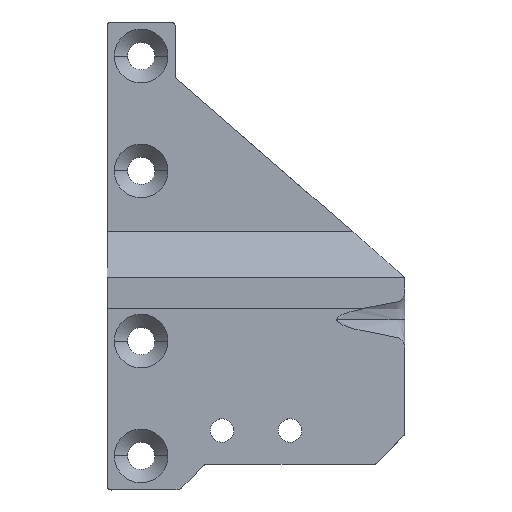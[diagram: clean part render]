
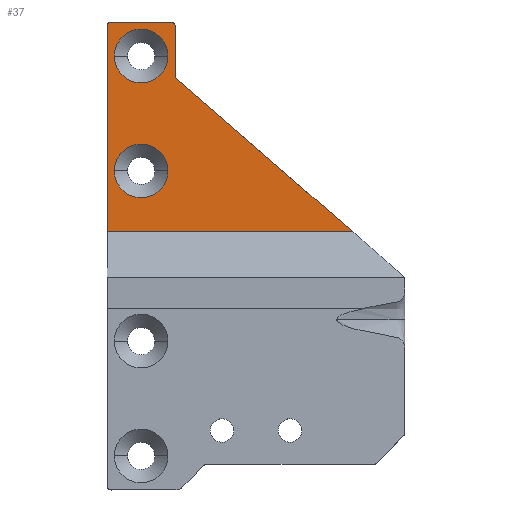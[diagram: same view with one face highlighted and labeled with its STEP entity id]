
A CAD part, top view. The second image highlights one B-rep face of the part: STEP entity #37.
In plain terms, the highlighted planar face has unit normal (0, 0, 1).
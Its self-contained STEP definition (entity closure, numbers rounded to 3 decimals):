
#24=FACE_BOUND('',#130,.T.);
#25=FACE_BOUND('',#131,.T.);
#37=ADVANCED_FACE('',(#83,#24,#25),#762,.T.);
#83=FACE_OUTER_BOUND('',#129,.T.);
#129=EDGE_LOOP('',(#190,#191,#192,#193,#194,#195,#196,#197));
#130=EDGE_LOOP('',(#198,#199));
#131=EDGE_LOOP('',(#200,#201));
#190=ORIENTED_EDGE('',*,*,#475,.T.);
#191=ORIENTED_EDGE('',*,*,#476,.T.);
#192=ORIENTED_EDGE('',*,*,#477,.F.);
#193=ORIENTED_EDGE('',*,*,#478,.T.);
#194=ORIENTED_EDGE('',*,*,#479,.T.);
#195=ORIENTED_EDGE('',*,*,#463,.T.);
#196=ORIENTED_EDGE('',*,*,#472,.T.);
#197=ORIENTED_EDGE('',*,*,#474,.T.);
#198=ORIENTED_EDGE('',*,*,#544,.F.);
#199=ORIENTED_EDGE('',*,*,#508,.F.);
#200=ORIENTED_EDGE('',*,*,#549,.F.);
#201=ORIENTED_EDGE('',*,*,#513,.F.);
#463=EDGE_CURVE('',#707,#700,#558,.T.);
#472=EDGE_CURVE('',#700,#701,#611,.T.);
#474=EDGE_CURVE('',#701,#702,#612,.T.);
#475=EDGE_CURVE('',#702,#703,#613,.T.);
#476=EDGE_CURVE('',#703,#704,#614,.T.);
#477=EDGE_CURVE('',#705,#704,#567,.T.);
#478=EDGE_CURVE('',#705,#706,#615,.T.);
#479=EDGE_CURVE('',#706,#707,#568,.T.);
#508=EDGE_CURVE('',#729,#753,#637,.T.);
#513=EDGE_CURVE('',#732,#756,#642,.T.);
#544=EDGE_CURVE('',#753,#729,#668,.T.);
#549=EDGE_CURVE('',#756,#732,#673,.T.);
#558=B_SPLINE_CURVE_WITH_KNOTS('',1,(#1527,#1528),.UNSPECIFIED.,.F.,.F.,
(2,2),(0.,28.796),.UNSPECIFIED.);
#567=B_SPLINE_CURVE_WITH_KNOTS('',1,(#1564,#1565),.UNSPECIFIED.,.F.,.F.,
(2,2),(0.5,7.5),.UNSPECIFIED.);
#568=B_SPLINE_CURVE_WITH_KNOTS('',1,(#1569,#1570),.UNSPECIFIED.,.F.,.F.,
(2,2),(-120.748,-96.648),.UNSPECIFIED.);
#611=(
BOUNDED_CURVE()
B_SPLINE_CURVE(2,(#1548,#1549,#1550),.UNSPECIFIED.,.F.,.F.)
B_SPLINE_CURVE_WITH_KNOTS((3,3),(70.324,97.666),
 .UNSPECIFIED.)
CURVE()
GEOMETRIC_REPRESENTATION_ITEM()
RATIONAL_B_SPLINE_CURVE((1.,1.,1.))
REPRESENTATION_ITEM('')
);
#612=(
BOUNDED_CURVE()
B_SPLINE_CURVE(2,(#1555,#1556,#1557),.UNSPECIFIED.,.F.,.F.)
B_SPLINE_CURVE_WITH_KNOTS((3,3),(97.666,98.093),
 .UNSPECIFIED.)
CURVE()
GEOMETRIC_REPRESENTATION_ITEM()
RATIONAL_B_SPLINE_CURVE((1.,0.91,1.))
REPRESENTATION_ITEM('')
);
#613=(
BOUNDED_CURVE()
B_SPLINE_CURVE(2,(#1558,#1559,#1560),.UNSPECIFIED.,.F.,.F.)
B_SPLINE_CURVE_WITH_KNOTS((3,3),(98.093,103.865),
 .UNSPECIFIED.)
CURVE()
GEOMETRIC_REPRESENTATION_ITEM()
RATIONAL_B_SPLINE_CURVE((1.,1.,1.))
REPRESENTATION_ITEM('')
);
#614=(
BOUNDED_CURVE()
B_SPLINE_CURVE(2,(#1561,#1562,#1563),.UNSPECIFIED.,.F.,.F.)
B_SPLINE_CURVE_WITH_KNOTS((3,3),(103.865,104.651),
 .UNSPECIFIED.)
CURVE()
GEOMETRIC_REPRESENTATION_ITEM()
RATIONAL_B_SPLINE_CURVE((1.,0.707,1.))
REPRESENTATION_ITEM('')
);
#615=(
BOUNDED_CURVE()
B_SPLINE_CURVE(2,(#1566,#1567,#1568),.UNSPECIFIED.,.F.,.F.)
B_SPLINE_CURVE_WITH_KNOTS((3,3),(111.651,112.436),
 .UNSPECIFIED.)
CURVE()
GEOMETRIC_REPRESENTATION_ITEM()
RATIONAL_B_SPLINE_CURVE((1.,0.707,1.))
REPRESENTATION_ITEM('')
);
#637=(
BOUNDED_CURVE()
B_SPLINE_CURVE(2,(#1657,#1658,#1659,#1660,#1661),.UNSPECIFIED.,.F.,.F.)
B_SPLINE_CURVE_WITH_KNOTS((3,2,3),(-19.792,-14.844,
-9.896),.UNSPECIFIED.)
CURVE()
GEOMETRIC_REPRESENTATION_ITEM()
RATIONAL_B_SPLINE_CURVE((1.,0.707,1.,0.707,1.))
REPRESENTATION_ITEM('')
);
#642=(
BOUNDED_CURVE()
B_SPLINE_CURVE(2,(#1676,#1677,#1678,#1679,#1680),.UNSPECIFIED.,.F.,.F.)
B_SPLINE_CURVE_WITH_KNOTS((3,2,3),(-19.792,-14.844,
-9.896),.UNSPECIFIED.)
CURVE()
GEOMETRIC_REPRESENTATION_ITEM()
RATIONAL_B_SPLINE_CURVE((1.,0.707,1.,0.707,1.))
REPRESENTATION_ITEM('')
);
#668=(
BOUNDED_CURVE()
B_SPLINE_CURVE(2,(#1865,#1866,#1867,#1868,#1869),.UNSPECIFIED.,.F.,.F.)
B_SPLINE_CURVE_WITH_KNOTS((3,2,3),(-9.896,-4.948,
0.),.UNSPECIFIED.)
CURVE()
GEOMETRIC_REPRESENTATION_ITEM()
RATIONAL_B_SPLINE_CURVE((1.,0.707,1.,0.707,1.))
REPRESENTATION_ITEM('')
);
#673=(
BOUNDED_CURVE()
B_SPLINE_CURVE(2,(#1884,#1885,#1886,#1887,#1888),.UNSPECIFIED.,.F.,.F.)
B_SPLINE_CURVE_WITH_KNOTS((3,2,3),(-9.896,-4.948,
0.),.UNSPECIFIED.)
CURVE()
GEOMETRIC_REPRESENTATION_ITEM()
RATIONAL_B_SPLINE_CURVE((1.,0.707,1.,0.707,1.))
REPRESENTATION_ITEM('')
);
#700=VERTEX_POINT('',#1392);
#701=VERTEX_POINT('',#1393);
#702=VERTEX_POINT('',#1394);
#703=VERTEX_POINT('',#1395);
#704=VERTEX_POINT('',#1396);
#705=VERTEX_POINT('',#1397);
#706=VERTEX_POINT('',#1398);
#707=VERTEX_POINT('',#1399);
#729=VERTEX_POINT('',#1421);
#732=VERTEX_POINT('',#1424);
#753=VERTEX_POINT('',#1445);
#756=VERTEX_POINT('',#1448);
#762=PLANE('',#828);
#828=AXIS2_PLACEMENT_3D('',#856,#839,$);
#839=DIRECTION('',(0.,0.,1.));
#856=CARTESIAN_POINT('',(-17.5,42.012,2.8));
#1392=CARTESIAN_POINT('',(11.296,17.412,2.8));
#1393=CARTESIAN_POINT('',(-9.328,35.362,2.8));
#1394=CARTESIAN_POINT('',(-9.5,35.739,2.8));
#1395=CARTESIAN_POINT('',(-9.5,41.512,2.8));
#1396=CARTESIAN_POINT('',(-10.,42.012,2.8));
#1397=CARTESIAN_POINT('',(-17.,42.012,2.8));
#1398=CARTESIAN_POINT('',(-17.5,41.512,2.8));
#1399=CARTESIAN_POINT('',(-17.5,17.412,2.8));
#1421=CARTESIAN_POINT('',(-10.35,24.512,2.8));
#1424=CARTESIAN_POINT('',(-10.35,38.012,2.8));
#1445=CARTESIAN_POINT('',(-16.65,24.512,2.8));
#1448=CARTESIAN_POINT('',(-16.65,38.012,2.8));
#1527=CARTESIAN_POINT('',(-17.5,17.412,2.8));
#1528=CARTESIAN_POINT('',(11.296,17.412,2.8));
#1548=CARTESIAN_POINT('',(11.296,17.412,2.8));
#1549=CARTESIAN_POINT('',(0.984,26.387,2.8));
#1550=CARTESIAN_POINT('',(-9.328,35.362,2.8));
#1555=CARTESIAN_POINT('',(-9.328,35.362,2.8));
#1556=CARTESIAN_POINT('',(-9.5,35.512,2.8));
#1557=CARTESIAN_POINT('',(-9.5,35.739,2.8));
#1558=CARTESIAN_POINT('',(-9.5,35.739,2.8));
#1559=CARTESIAN_POINT('',(-9.5,38.625,2.8));
#1560=CARTESIAN_POINT('',(-9.5,41.512,2.8));
#1561=CARTESIAN_POINT('',(-9.5,41.512,2.8));
#1562=CARTESIAN_POINT('',(-9.5,42.012,2.8));
#1563=CARTESIAN_POINT('',(-10.,42.012,2.8));
#1564=CARTESIAN_POINT('',(-17.,42.012,2.8));
#1565=CARTESIAN_POINT('',(-10.,42.012,2.8));
#1566=CARTESIAN_POINT('',(-17.,42.012,2.8));
#1567=CARTESIAN_POINT('',(-17.5,42.012,2.8));
#1568=CARTESIAN_POINT('',(-17.5,41.512,2.8));
#1569=CARTESIAN_POINT('',(-17.5,41.512,2.8));
#1570=CARTESIAN_POINT('',(-17.5,17.412,2.8));
#1657=CARTESIAN_POINT('',(-10.35,24.512,2.8));
#1658=CARTESIAN_POINT('',(-10.35,27.662,2.8));
#1659=CARTESIAN_POINT('',(-13.5,27.662,2.8));
#1660=CARTESIAN_POINT('',(-16.65,27.662,2.8));
#1661=CARTESIAN_POINT('',(-16.65,24.512,2.8));
#1676=CARTESIAN_POINT('',(-10.35,38.012,2.8));
#1677=CARTESIAN_POINT('',(-10.35,41.162,2.8));
#1678=CARTESIAN_POINT('',(-13.5,41.162,2.8));
#1679=CARTESIAN_POINT('',(-16.65,41.162,2.8));
#1680=CARTESIAN_POINT('',(-16.65,38.012,2.8));
#1865=CARTESIAN_POINT('',(-16.65,24.512,2.8));
#1866=CARTESIAN_POINT('',(-16.65,21.362,2.8));
#1867=CARTESIAN_POINT('',(-13.5,21.362,2.8));
#1868=CARTESIAN_POINT('',(-10.35,21.362,2.8));
#1869=CARTESIAN_POINT('',(-10.35,24.512,2.8));
#1884=CARTESIAN_POINT('',(-16.65,38.012,2.8));
#1885=CARTESIAN_POINT('',(-16.65,34.862,2.8));
#1886=CARTESIAN_POINT('',(-13.5,34.862,2.8));
#1887=CARTESIAN_POINT('',(-10.35,34.862,2.8));
#1888=CARTESIAN_POINT('',(-10.35,38.012,2.8));
